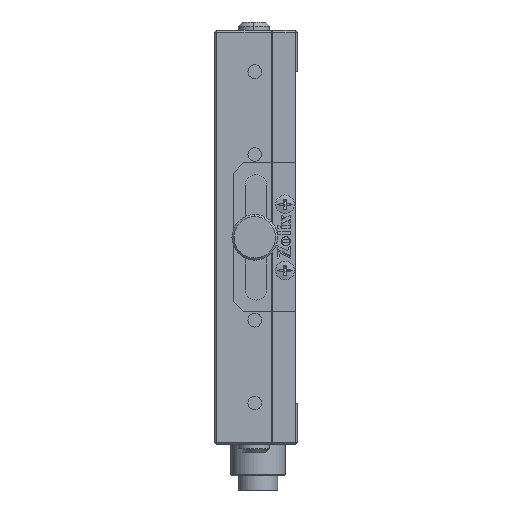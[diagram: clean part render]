
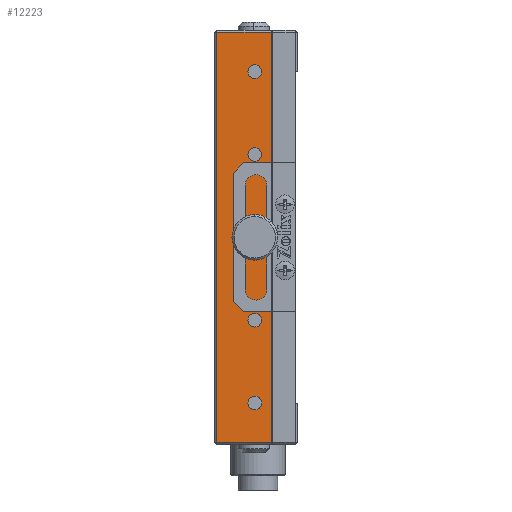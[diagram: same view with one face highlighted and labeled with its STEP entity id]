
A CAD part, left-side view. The second image highlights one B-rep face of the part: STEP entity #12223.
In plain terms, the highlighted planar face has unit normal (-1, 0, 0).
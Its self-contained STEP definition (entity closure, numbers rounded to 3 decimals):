
#524 = VECTOR ( 'NONE', #9901, 1000. ) ;
#825 = EDGE_LOOP ( 'NONE', ( #24719, #5643 ) ) ;
#924 = ORIENTED_EDGE ( 'NONE', *, *, #22254, .T. ) ;
#992 = DIRECTION ( 'NONE',  ( -1., 0., 0. ) ) ;
#995 = ORIENTED_EDGE ( 'NONE', *, *, #10830, .F. ) ;
#1463 = DIRECTION ( 'NONE',  ( -1., 0., 0. ) ) ;
#1526 = CIRCLE ( 'NONE', #20260, 2.1 ) ;
#1670 = EDGE_CURVE ( 'NONE', #10989, #11857, #11470, .T. ) ;
#1810 = VERTEX_POINT ( 'NONE', #12673 ) ;
#1952 = AXIS2_PLACEMENT_3D ( 'NONE', #15798, #18144, #4195 ) ;
#2046 = CIRCLE ( 'NONE', #7717, 1.65 ) ;
#2047 = AXIS2_PLACEMENT_3D ( 'NONE', #12540, #7855, #26607 ) ;
#2288 = ORIENTED_EDGE ( 'NONE', *, *, #16439, .T. ) ;
#2294 = CIRCLE ( 'NONE', #28123, 1.65 ) ;
#2477 = ORIENTED_EDGE ( 'NONE', *, *, #12060, .F. ) ;
#2580 = AXIS2_PLACEMENT_3D ( 'NONE', #26618, #992, #17117 ) ;
#2697 = FACE_BOUND ( 'NONE', #3270, .T. ) ;
#2843 = ORIENTED_EDGE ( 'NONE', *, *, #29627, .T. ) ;
#2881 = CARTESIAN_POINT ( 'NONE',  ( -42.399, -7.929, 90.85 ) ) ;
#3225 = VERTEX_POINT ( 'NONE', #22175 ) ;
#3270 = EDGE_LOOP ( 'NONE', ( #8314, #24929 ) ) ;
#3274 = CARTESIAN_POINT ( 'NONE',  ( -42.399, -11.929, 162. ) ) ;
#3359 = EDGE_CURVE ( 'NONE', #14960, #14350, #29935, .T. ) ;
#3476 = DIRECTION ( 'NONE',  ( -1., 0., 0. ) ) ;
#4195 = DIRECTION ( 'NONE',  ( 0., 0., 1. ) ) ;
#4255 = VECTOR ( 'NONE', #26501, 1000. ) ;
#4515 = EDGE_CURVE ( 'NONE', #12141, #22259, #24680, .T. ) ;
#4579 = CARTESIAN_POINT ( 'NONE',  ( -42.399, 1.271, 63. ) ) ;
#5624 = CIRCLE ( 'NONE', #22993, 2.1 ) ;
#5643 = ORIENTED_EDGE ( 'NONE', *, *, #25442, .F. ) ;
#5867 = CARTESIAN_POINT ( 'NONE',  ( -42.399, -7.929, 132.5 ) ) ;
#6250 = VERTEX_POINT ( 'NONE', #4579 ) ;
#7505 = DIRECTION ( 'NONE',  ( 0., 0., 1. ) ) ;
#7717 = AXIS2_PLACEMENT_3D ( 'NONE', #11010, #27311, #13340 ) ;
#7855 = DIRECTION ( 'NONE',  ( -1., 0., 0. ) ) ;
#7949 = CARTESIAN_POINT ( 'NONE',  ( -42.399, -7.929, 112.5 ) ) ;
#7952 = ORIENTED_EDGE ( 'NONE', *, *, #14609, .F. ) ;
#8314 = ORIENTED_EDGE ( 'NONE', *, *, #3359, .F. ) ;
#8419 = DIRECTION ( 'NONE',  ( 0., 0., 1. ) ) ;
#9165 = CARTESIAN_POINT ( 'NONE',  ( -42.399, -7.929, 134.15 ) ) ;
#9287 = CARTESIAN_POINT ( 'NONE',  ( -42.399, -11.929, 63. ) ) ;
#9328 = DIRECTION ( 'NONE',  ( 0., 0., 1. ) ) ;
#9901 = DIRECTION ( 'NONE',  ( 0., 0., -1. ) ) ;
#10188 = DIRECTION ( 'NONE',  ( 0., 0., 1. ) ) ;
#10347 = DIRECTION ( 'NONE',  ( -1., 0., 0. ) ) ;
#10383 = CIRCLE ( 'NONE', #2580, 1.65 ) ;
#10830 = EDGE_CURVE ( 'NONE', #22026, #3225, #2046, .T. ) ;
#10908 = LINE ( 'NONE', #3274, #4255 ) ;
#10989 = VERTEX_POINT ( 'NONE', #9165 ) ;
#11010 = CARTESIAN_POINT ( 'NONE',  ( -42.399, -7.929, 72.5 ) ) ;
#11306 = CIRCLE ( 'NONE', #21980, 1.65 ) ;
#11470 = CIRCLE ( 'NONE', #2047, 1.65 ) ;
#11709 = CIRCLE ( 'NONE', #1952, 1.65 ) ;
#11826 = FACE_BOUND ( 'NONE', #29558, .T. ) ;
#11857 = VERTEX_POINT ( 'NONE', #23763 ) ;
#12060 = EDGE_CURVE ( 'NONE', #19623, #1810, #5624, .T. ) ;
#12141 = VERTEX_POINT ( 'NONE', #13030 ) ;
#12223 = ADVANCED_FACE ( 'NONE', ( #15099, #23498, #2697, #11826, #29328, #13281 ), #19980, .T. ) ;
#12243 = VECTOR ( 'NONE', #16298, 1000. ) ;
#12540 = CARTESIAN_POINT ( 'NONE',  ( -42.399, -7.929, 132.5 ) ) ;
#12673 = CARTESIAN_POINT ( 'NONE',  ( -42.399, -7.929, 110.4 ) ) ;
#12867 = EDGE_CURVE ( 'NONE', #1810, #19623, #1526, .T. ) ;
#13030 = CARTESIAN_POINT ( 'NONE',  ( -42.399, -7.929, 154.15 ) ) ;
#13281 = FACE_BOUND ( 'NONE', #825, .T. ) ;
#13340 = DIRECTION ( 'NONE',  ( 0., 0., 1. ) ) ;
#13423 = AXIS2_PLACEMENT_3D ( 'NONE', #18383, #29810, #13484 ) ;
#13484 = DIRECTION ( 'NONE',  ( 0., 0., 1. ) ) ;
#13536 = DIRECTION ( 'NONE',  ( -1., 0., 0. ) ) ;
#14350 = VERTEX_POINT ( 'NONE', #2881 ) ;
#14512 = CARTESIAN_POINT ( 'NONE',  ( -42.399, -7.929, 70.85 ) ) ;
#14609 = EDGE_CURVE ( 'NONE', #22259, #12141, #11709, .T. ) ;
#14960 = VERTEX_POINT ( 'NONE', #17568 ) ;
#15099 = FACE_OUTER_BOUND ( 'NONE', #16109, .T. ) ;
#15257 = ORIENTED_EDGE ( 'NONE', *, *, #28705, .T. ) ;
#15455 = CARTESIAN_POINT ( 'NONE',  ( -42.399, 1.271, 162. ) ) ;
#15571 = CARTESIAN_POINT ( 'NONE',  ( -42.399, -11.929, 62.5 ) ) ;
#15798 = CARTESIAN_POINT ( 'NONE',  ( -42.399, -7.929, 152.5 ) ) ;
#16109 = EDGE_LOOP ( 'NONE', ( #2843, #15257, #2288, #924 ) ) ;
#16298 = DIRECTION ( 'NONE',  ( 0., -1., 0. ) ) ;
#16439 = EDGE_CURVE ( 'NONE', #21642, #6250, #16945, .T. ) ;
#16481 = CARTESIAN_POINT ( 'NONE',  ( -42.399, -7.929, 114.6 ) ) ;
#16596 = EDGE_CURVE ( 'NONE', #14350, #14960, #10383, .T. ) ;
#16923 = CARTESIAN_POINT ( 'NONE',  ( -42.399, 1.271, 62.5 ) ) ;
#16945 = LINE ( 'NONE', #16923, #524 ) ;
#16963 = CARTESIAN_POINT ( 'NONE',  ( -42.399, -11.929, 62.5 ) ) ;
#17117 = DIRECTION ( 'NONE',  ( 0., 0., 1. ) ) ;
#17337 = AXIS2_PLACEMENT_3D ( 'NONE', #17639, #29896, #20614 ) ;
#17504 = VERTEX_POINT ( 'NONE', #18771 ) ;
#17568 = CARTESIAN_POINT ( 'NONE',  ( -42.399, -7.929, 94.15 ) ) ;
#17639 = CARTESIAN_POINT ( 'NONE',  ( -42.399, -7.929, 152.5 ) ) ;
#17696 = LINE ( 'NONE', #9287, #12243 ) ;
#18144 = DIRECTION ( 'NONE',  ( -1., 0., 0. ) ) ;
#18383 = CARTESIAN_POINT ( 'NONE',  ( -42.399, -7.929, 92.5 ) ) ;
#18432 = DIRECTION ( 'NONE',  ( 0., 0., 1. ) ) ;
#18771 = CARTESIAN_POINT ( 'NONE',  ( -42.399, -11.929, 162. ) ) ;
#19623 = VERTEX_POINT ( 'NONE', #16481 ) ;
#19980 = PLANE ( 'NONE',  #30222 ) ;
#20260 = AXIS2_PLACEMENT_3D ( 'NONE', #23290, #27983, #9328 ) ;
#20521 = ORIENTED_EDGE ( 'NONE', *, *, #12867, .F. ) ;
#20614 = DIRECTION ( 'NONE',  ( 0., 0., 1. ) ) ;
#21642 = VERTEX_POINT ( 'NONE', #15455 ) ;
#21980 = AXIS2_PLACEMENT_3D ( 'NONE', #29420, #1463, #8419 ) ;
#22026 = VERTEX_POINT ( 'NONE', #14512 ) ;
#22086 = ORIENTED_EDGE ( 'NONE', *, *, #4515, .F. ) ;
#22175 = CARTESIAN_POINT ( 'NONE',  ( -42.399, -7.929, 74.15 ) ) ;
#22254 = EDGE_CURVE ( 'NONE', #6250, #24217, #17696, .T. ) ;
#22259 = VERTEX_POINT ( 'NONE', #30300 ) ;
#22993 = AXIS2_PLACEMENT_3D ( 'NONE', #7949, #3476, #10188 ) ;
#23290 = CARTESIAN_POINT ( 'NONE',  ( -42.399, -7.929, 112.5 ) ) ;
#23498 = FACE_BOUND ( 'NONE', #29659, .T. ) ;
#23763 = CARTESIAN_POINT ( 'NONE',  ( -42.399, -7.929, 130.85 ) ) ;
#24179 = CARTESIAN_POINT ( 'NONE',  ( -42.399, -11.929, 63. ) ) ;
#24197 = DIRECTION ( 'NONE',  ( 0., 0., 1. ) ) ;
#24217 = VERTEX_POINT ( 'NONE', #24179 ) ;
#24680 = CIRCLE ( 'NONE', #17337, 1.65 ) ;
#24719 = ORIENTED_EDGE ( 'NONE', *, *, #1670, .F. ) ;
#24929 = ORIENTED_EDGE ( 'NONE', *, *, #16596, .F. ) ;
#25442 = EDGE_CURVE ( 'NONE', #11857, #10989, #2294, .T. ) ;
#26000 = EDGE_LOOP ( 'NONE', ( #22086, #7952 ) ) ;
#26501 = DIRECTION ( 'NONE',  ( 0., 1., 0. ) ) ;
#26607 = DIRECTION ( 'NONE',  ( 0., 0., 1. ) ) ;
#26618 = CARTESIAN_POINT ( 'NONE',  ( -42.399, -7.929, 92.5 ) ) ;
#26676 = VECTOR ( 'NONE', #7505, 1000. ) ;
#27160 = ORIENTED_EDGE ( 'NONE', *, *, #29843, .F. ) ;
#27311 = DIRECTION ( 'NONE',  ( -1., 0., 0. ) ) ;
#27983 = DIRECTION ( 'NONE',  ( -1., 0., 0. ) ) ;
#28123 = AXIS2_PLACEMENT_3D ( 'NONE', #5867, #10347, #24197 ) ;
#28705 = EDGE_CURVE ( 'NONE', #17504, #21642, #10908, .T. ) ;
#29328 = FACE_BOUND ( 'NONE', #26000, .T. ) ;
#29420 = CARTESIAN_POINT ( 'NONE',  ( -42.399, -7.929, 72.5 ) ) ;
#29558 = EDGE_LOOP ( 'NONE', ( #27160, #995 ) ) ;
#29627 = EDGE_CURVE ( 'NONE', #24217, #17504, #29954, .T. ) ;
#29659 = EDGE_LOOP ( 'NONE', ( #2477, #20521 ) ) ;
#29810 = DIRECTION ( 'NONE',  ( -1., 0., 0. ) ) ;
#29843 = EDGE_CURVE ( 'NONE', #3225, #22026, #11306, .T. ) ;
#29896 = DIRECTION ( 'NONE',  ( -1., 0., 0. ) ) ;
#29935 = CIRCLE ( 'NONE', #13423, 1.65 ) ;
#29954 = LINE ( 'NONE', #16963, #26676 ) ;
#30222 = AXIS2_PLACEMENT_3D ( 'NONE', #15571, #13536, #18432 ) ;
#30300 = CARTESIAN_POINT ( 'NONE',  ( -42.399, -7.929, 150.85 ) ) ;
